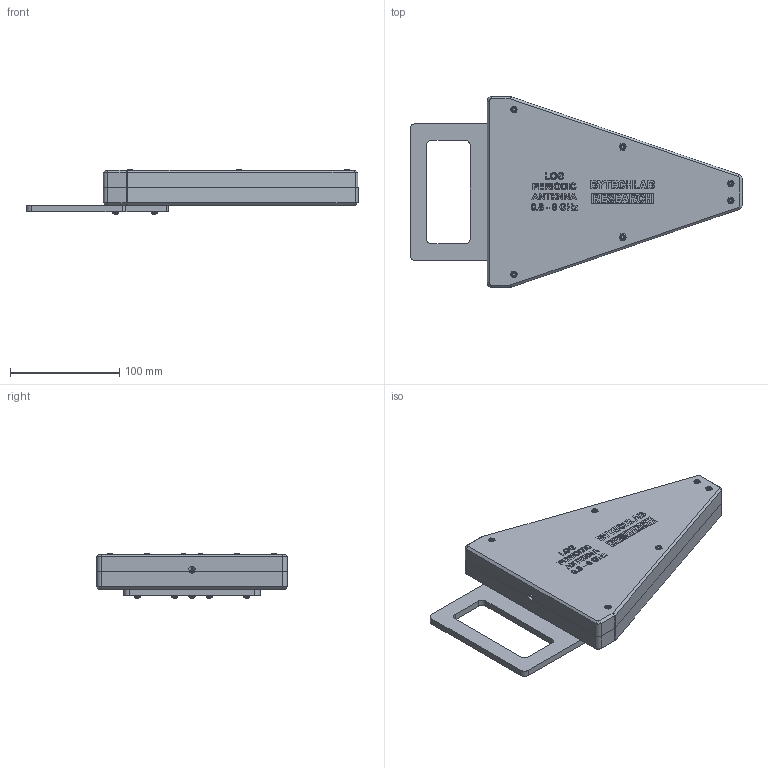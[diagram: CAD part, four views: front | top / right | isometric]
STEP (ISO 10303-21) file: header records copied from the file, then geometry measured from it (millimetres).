
FILE_DESCRIPTION(/* description */ (''),/* implementation_level */ '2;1');
FILE_NAME(/* name */ 'ASSEMBLY_Main_CASE_ONLY.stp',/* time_stamp */ '2026-01-03T20:02:43+01:00',/* author */ ('Andrzej'),/* organization */ (''),/* preprocessor_version */ 'ST-DEVELOPER v20.1',/* originating_system */ 'Autodesk Inventor 2026',/* authorisation */ '');
FILE_SCHEMA (('AUTOMOTIVE_DESIGN { 1 0 10303 214 3 1 1 }'));
Length unit declared in the file: millimetre
Products named in the file (9): ASSEMBLY_Main; 3DP_PLA_Antenna_Case_Bottom; ASSEMBLY_Antenna_Case_Top; 3DP_PLA_Antenna_Case_Top; 3DP_PLA_Antenna_Case_Top_Logo_and_Name; COTS_DREMEC_8G205V50097_M3x30_Nylon_Screw; 3DP_PLA_Handle; COTS_DREMEC_8G205M3X12_M3x12_Nylon_Screw; DIN 934 - M3
Assembly tree (27 placements, depth 3):
  ASSEMBLY_Main
    3DP_PLA_Antenna_Case_Bottom
    ASSEMBLY_Antenna_Case_Top
      3DP_PLA_Antenna_Case_Top
      3DP_PLA_Antenna_Case_Top_Logo_and_Name
    COTS_DREMEC_8G205V50097_M3x30_Nylon_Screw  x6
    DIN 934 - M3  x11
    3DP_PLA_Handle
    COTS_DREMEC_8G205M3X12_M3x12_Nylon_Screw  x5
Bounding box: 303.7 x 174.39 x 40.77 mm (x, y, z)
Volume: 306315.9 mm3; surface area: 177796.1 mm2
Topology: 64 solids, 64 shells, 2147 faces, 5601 edges, 3673 vertices
Faces by surface type: plane 1238, bspline 454, cone 232, cylinder 141, torus 71, sphere 11
Full cylindrical faces by diameter (mm): 2.459 x11, 2.729 x11, 3 x11, 3.5 x22, 7 x6
Entity records: 53478 total; most frequent: CARTESIAN_POINT 15374, ORIENTED_EDGE 8600, DIRECTION 6171, EDGE_CURVE 4300, LINE 2939, VECTOR 2939, VERTEX_POINT 2835, EDGE_LOOP 1819
